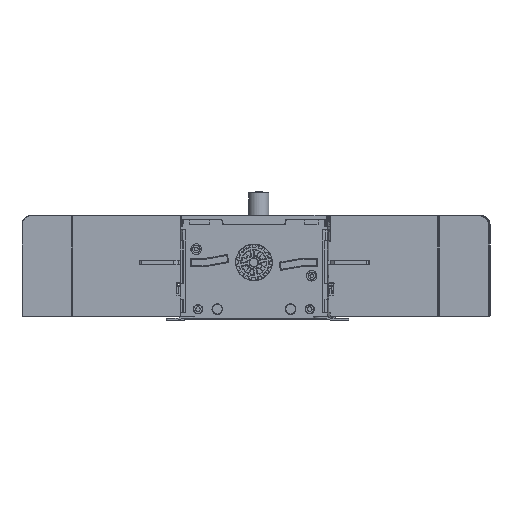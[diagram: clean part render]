
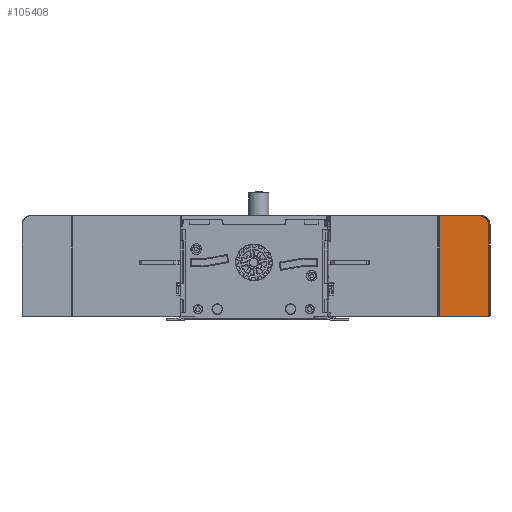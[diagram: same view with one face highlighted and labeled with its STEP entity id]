
A CAD part, front view. The second image highlights one B-rep face of the part: STEP entity #105408.
In plain terms, the highlighted planar face has unit normal (-0.024, -1, 0).
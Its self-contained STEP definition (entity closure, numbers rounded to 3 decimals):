
#34637=CARTESIAN_POINT('',(-164.609,-180.084,
12.19));
#34638=CARTESIAN_POINT('',(-164.589,-180.084,
12.19));
#34639=CARTESIAN_POINT('',(-164.55,-180.085,
12.191));
#34640=CARTESIAN_POINT('',(-164.49,-180.087,
12.198));
#34641=CARTESIAN_POINT('',(-164.431,-180.088,
12.209));
#34642=CARTESIAN_POINT('',(-164.374,-180.089,
12.225));
#34643=CARTESIAN_POINT('',(-164.317,-180.091,
12.244));
#34644=CARTESIAN_POINT('',(-164.262,-180.092,
12.268));
#34645=CARTESIAN_POINT('',(-164.209,-180.093,
12.296));
#34646=CARTESIAN_POINT('',(-164.159,-180.094,
12.328));
#34647=CARTESIAN_POINT('',(-164.11,-180.096,
12.364));
#34648=CARTESIAN_POINT('',(-164.065,-180.097,
12.403));
#34649=CARTESIAN_POINT('',(-164.023,-180.098,
12.445));
#34650=CARTESIAN_POINT('',(-163.984,-180.099,
12.49));
#34651=CARTESIAN_POINT('',(-163.948,-180.099,
12.538));
#34652=CARTESIAN_POINT('',(-163.916,-180.1,
12.589));
#34653=CARTESIAN_POINT('',(-163.888,-180.101,
12.642));
#34654=CARTESIAN_POINT('',(-163.864,-180.101,
12.697));
#34655=CARTESIAN_POINT('',(-163.845,-180.102,
12.753));
#34656=CARTESIAN_POINT('',(-163.829,-180.102,
12.811));
#34657=CARTESIAN_POINT('',(-163.818,-180.102,
12.87));
#34658=CARTESIAN_POINT('',(-163.811,-180.103,
12.93));
#34659=CARTESIAN_POINT('',(-163.81,-180.103,
12.969));
#34660=CARTESIAN_POINT('',(-163.81,-180.103,
12.989));
#34666=DIRECTION('',(0.,0.,1.));
#34667=VECTOR('',#34666,99.);
#34668=CARTESIAN_POINT('',(-163.81,-180.103,
12.989));
#34669=LINE('',#34668,#34667);
#34680=CARTESIAN_POINT('',(-163.81,-180.103,
111.989));
#34681=CARTESIAN_POINT('',(-163.81,-180.103,
112.124));
#34682=CARTESIAN_POINT('',(-163.815,-180.102,
112.394));
#34683=CARTESIAN_POINT('',(-163.84,-180.102,
112.798));
#34684=CARTESIAN_POINT('',(-163.882,-180.101,
113.201));
#34685=CARTESIAN_POINT('',(-163.941,-180.1,
113.602));
#34686=CARTESIAN_POINT('',(-164.016,-180.098,
114.001));
#34687=CARTESIAN_POINT('',(-164.107,-180.096,
114.395));
#34688=CARTESIAN_POINT('',(-164.215,-180.093,
114.786));
#34689=CARTESIAN_POINT('',(-164.338,-180.09,
115.172));
#34690=CARTESIAN_POINT('',(-164.478,-180.087,
115.552));
#34691=CARTESIAN_POINT('',(-164.633,-180.083,
115.927));
#34692=CARTESIAN_POINT('',(-164.803,-180.079,
116.294));
#34693=CARTESIAN_POINT('',(-164.988,-180.075,
116.654));
#34694=CARTESIAN_POINT('',(-165.188,-180.07,
117.007));
#34695=CARTESIAN_POINT('',(-165.403,-180.065,
117.351));
#34696=CARTESIAN_POINT('',(-165.632,-180.06,
117.686));
#34697=CARTESIAN_POINT('',(-165.874,-180.054,
118.01));
#34698=CARTESIAN_POINT('',(-166.129,-180.048,
118.325));
#34699=CARTESIAN_POINT('',(-166.397,-180.041,
118.628));
#34700=CARTESIAN_POINT('',(-166.677,-180.035,
118.92));
#34701=CARTESIAN_POINT('',(-166.97,-180.028,
119.201));
#34702=CARTESIAN_POINT('',(-167.273,-180.021,
119.469));
#34703=CARTESIAN_POINT('',(-167.588,-180.013,
119.725));
#34704=CARTESIAN_POINT('',(-167.912,-180.006,
119.967));
#34705=CARTESIAN_POINT('',(-168.246,-179.998,
120.195));
#34706=CARTESIAN_POINT('',(-168.59,-179.99,
120.41));
#34707=CARTESIAN_POINT('',(-168.942,-179.981,
120.61));
#34708=CARTESIAN_POINT('',(-169.302,-179.973,
120.795));
#34709=CARTESIAN_POINT('',(-169.67,-179.964,
120.966));
#34710=CARTESIAN_POINT('',(-170.044,-179.955,
121.121));
#34711=CARTESIAN_POINT('',(-170.425,-179.946,
121.261));
#34712=CARTESIAN_POINT('',(-170.811,-179.937,
121.384));
#34713=CARTESIAN_POINT('',(-171.201,-179.928,
121.492));
#34714=CARTESIAN_POINT('',(-171.596,-179.919,
121.583));
#34715=CARTESIAN_POINT('',(-171.994,-179.909,
121.658));
#34716=CARTESIAN_POINT('',(-172.395,-179.9,
121.717));
#34717=CARTESIAN_POINT('',(-172.798,-179.89,
121.759));
#34718=CARTESIAN_POINT('',(-173.203,-179.881,
121.784));
#34719=CARTESIAN_POINT('',(-173.472,-179.874,
121.789));
#34720=CARTESIAN_POINT('',(-173.607,-179.871,
121.789));
#34722=DIRECTION('',(-1.,0.024,0.));
#34723=VECTOR('',#34722,43.7);
#34724=CARTESIAN_POINT('',(-173.607,-179.871,
121.789));
#34725=LINE('',#34724,#34723);
#34829=DIRECTION('',(1.,-0.024,0.));
#34830=VECTOR('',#34829,52.7);
#34831=CARTESIAN_POINT('',(-217.295,-178.838,
12.189));
#34832=LINE('',#34831,#34830);
#34837=DIRECTION('',(0.,0.,-1.));
#34838=VECTOR('',#34837,109.6);
#34839=CARTESIAN_POINT('',(-217.295,-178.838,
121.789));
#34840=LINE('',#34839,#34838);
#64799=CARTESIAN_POINT('',(-163.81,-180.103,
12.989));
#64800=VERTEX_POINT('',#64799);
#64801=CARTESIAN_POINT('',(-164.609,-180.084,
12.189));
#64802=VERTEX_POINT('',#64801);
#64804=CARTESIAN_POINT('',(-163.81,-180.103,
111.989));
#64806=VERTEX_POINT('',#64804);
#64807=CARTESIAN_POINT('',(-173.607,-179.871,
121.789));
#64809=VERTEX_POINT('',#64807);
#64812=CARTESIAN_POINT('',(-217.295,-178.838,
121.789));
#64814=VERTEX_POINT('',#64812);
#64838=CARTESIAN_POINT('',(-217.295,-178.838,
12.189));
#64839=VERTEX_POINT('',#64838);
#105394=CARTESIAN_POINT('',(-190.552,-179.47,
66.989));
#105395=DIRECTION('',(0.024,1.,0.));
#105396=DIRECTION('',(-1.,0.024,0.));
#105397=AXIS2_PLACEMENT_3D('',#105394,#105395,#105396);
#105398=PLANE('',#105397);
#105399=ORIENTED_EDGE('',*,*,#105389,.F.);
#105401=ORIENTED_EDGE('',*,*,#105400,.F.);
#105402=ORIENTED_EDGE('',*,*,#105258,.F.);
#105403=ORIENTED_EDGE('',*,*,#105244,.F.);
#105404=ORIENTED_EDGE('',*,*,#105177,.F.);
#105405=ORIENTED_EDGE('',*,*,#105162,.F.);
#105406=EDGE_LOOP('',(#105399,#105401,#105402,#105403,#105404,#105405));
#105407=FACE_OUTER_BOUND('',#105406,.F.);
#34661=B_SPLINE_CURVE_WITH_KNOTS('',3,(#34637,#34638,#34639,#34640,#34641,
#34642,#34643,#34644,#34645,#34646,#34647,#34648,#34649,#34650,#34651,#34652,
#34653,#34654,#34655,#34656,#34657,#34658,#34659,#34660),.UNSPECIFIED.,.F.,.F.,(
4,1,1,1,1,1,1,1,1,1,1,1,1,1,1,1,1,1,1,1,1,4),(0.,0.048,
0.095,0.143,0.19,0.238,
0.286,0.333,0.381,0.429,
0.476,0.524,0.571,0.619,
0.667,0.714,0.762,0.81,
0.857,0.905,0.952,1.),.UNSPECIFIED.);
#34721=B_SPLINE_CURVE_WITH_KNOTS('',3,(#34680,#34681,#34682,#34683,#34684,
#34685,#34686,#34687,#34688,#34689,#34690,#34691,#34692,#34693,#34694,#34695,
#34696,#34697,#34698,#34699,#34700,#34701,#34702,#34703,#34704,#34705,#34706,
#34707,#34708,#34709,#34710,#34711,#34712,#34713,#34714,#34715,#34716,#34717,
#34718,#34719,#34720),.UNSPECIFIED.,.F.,.F.,(4,1,1,1,1,1,1,1,1,1,1,1,1,1,1,1,1,
1,1,1,1,1,1,1,1,1,1,1,1,1,1,1,1,1,1,1,1,1,4),(0.,0.026,
0.053,0.079,0.105,0.132,
0.158,0.184,0.211,0.237,
0.263,0.289,0.316,0.342,
0.368,0.395,0.421,0.447,
0.474,0.5,0.526,0.553,0.579,
0.605,0.632,0.658,0.684,
0.711,0.737,0.763,0.789,
0.816,0.842,0.868,0.895,
0.921,0.947,0.974,1.),.UNSPECIFIED.);
#105162=EDGE_CURVE('',#64802,#64800,#34661,.T.);
#105177=EDGE_CURVE('',#64800,#64806,#34669,.T.);
#105244=EDGE_CURVE('',#64806,#64809,#34721,.T.);
#105258=EDGE_CURVE('',#64809,#64814,#34725,.T.);
#105389=EDGE_CURVE('',#64839,#64802,#34832,.T.);
#105400=EDGE_CURVE('',#64814,#64839,#34840,.T.);
#105408=ADVANCED_FACE('',(#105407),#105398,.F.);
